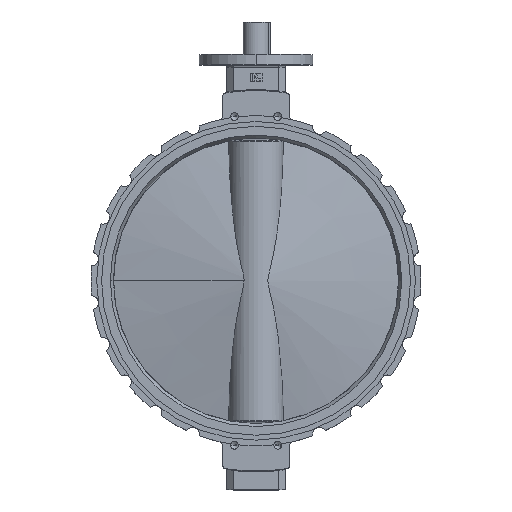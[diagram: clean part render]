
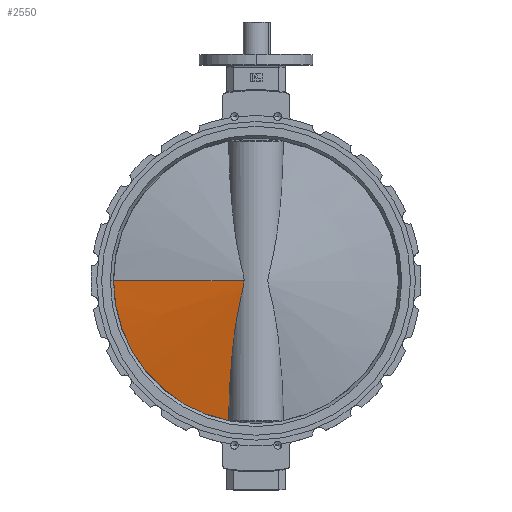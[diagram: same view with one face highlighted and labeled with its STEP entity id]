
A CAD part, top view. The second image highlights one B-rep face of the part: STEP entity #2550.
In plain terms, the highlighted conical face has half-angle 80.257 degrees and reference radius 439.686 mm.
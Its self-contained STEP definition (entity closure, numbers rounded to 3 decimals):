
#2550 = ADVANCED_FACE ( 'NONE', ( #4402 ), #4410, .T. ) ;
#2731 = DIRECTION ( 'NONE',  ( 0., 0., -1. ) ) ;
#2732 = CARTESIAN_POINT ( 'NONE',  ( -7.5, 0., 0. ) ) ;
#2733 = DIRECTION ( 'NONE',  ( 1., 0., 0. ) ) ;
#2982 = AXIS2_PLACEMENT_3D ( 'NONE', #7227, #7228, #7229 ) ;
#3122 = B_SPLINE_CURVE_WITH_KNOTS ( 'NONE', 3,
 ( #7187, #7182, #7183, #7188, #7189, #7190, #7191, #7192, #7193, #7194, #7195, #7196, #7197, #7198, #7199, #7200, #7201, #7202, #7203, #7204, #7205, #7206, #7207, #7208, #7209, #7210, #7211, #7212, #7213, #7214, #7215, #7216, #7217, #7218, #7219, #7220, #7221, #7222, #7223, #7224 ),
 .UNSPECIFIED., .F., .F.,
 ( 4, 2, 2, 2, 2, 2, 2, 2, 2, 2, 2, 2, 2, 2, 2, 2, 2, 2, 2, 4 ),
 ( 0.484, 0.488, 0.489, 0.491, 0.497, 0.504, 0.511, 0.517, 0.524, 0.537, 0.55, 0.563, 0.589, 0.616, 0.642, 0.695, 0.747, 0.8, 0.852, 0.905 ),
 .UNSPECIFIED. ) ;
#3336 = ORIENTED_EDGE ( 'NONE', *, *, #3682, .F. ) ;
#3337 = ORIENTED_EDGE ( 'NONE', *, *, #3683, .T. ) ;
#3338 = ORIENTED_EDGE ( 'NONE', *, *, #3684, .T. ) ;
#3682 = EDGE_CURVE ( 'NONE', #4236, #4223, #3122, .T. ) ;
#3683 = EDGE_CURVE ( 'NONE', #4236, #4067, #7651, .T. ) ;
#3684 = EDGE_CURVE ( 'NONE', #4067, #4223, #7653, .T. ) ;
#4067 = VERTEX_POINT ( 'NONE', #8513 ) ;
#4223 = VERTEX_POINT ( 'NONE', #8669 ) ;
#4236 = VERTEX_POINT ( 'NONE', #8682 ) ;
#4402 = FACE_OUTER_BOUND ( 'NONE', #4568, .T. ) ;
#4410 = CONICAL_SURFACE ( 'NONE', #4746, 439.686, 1.401 ) ;
#4568 = EDGE_LOOP ( 'NONE', ( #3336, #3337, #3338 ) ) ;
#4746 = AXIS2_PLACEMENT_3D ( 'NONE', #2732, #2733, #2731 ) ;
#7182 = CARTESIAN_POINT ( 'NONE',  ( -76.715, -1.123, -36.604 ) ) ;
#7183 = CARTESIAN_POINT ( 'NONE',  ( -76.701, -2.252, -36.634 ) ) ;
#7187 = CARTESIAN_POINT ( 'NONE',  ( -76.715, 0., -36.604 ) ) ;
#7188 = CARTESIAN_POINT ( 'NONE',  ( -76.659, -3.957, -36.721 ) ) ;
#7189 = CARTESIAN_POINT ( 'NONE',  ( -76.641, -4.528, -36.758 ) ) ;
#7190 = CARTESIAN_POINT ( 'NONE',  ( -76.6, -5.671, -36.844 ) ) ;
#7191 = CARTESIAN_POINT ( 'NONE',  ( -76.575, -6.246, -36.895 ) ) ;
#7192 = CARTESIAN_POINT ( 'NONE',  ( -76.438, -9.111, -37.18 ) ) ;
#7193 = CARTESIAN_POINT ( 'NONE',  ( -76.278, -11.377, -37.507 ) ) ;
#7194 = CARTESIAN_POINT ( 'NONE',  ( -75.892, -15.875, -38.284 ) ) ;
#7195 = CARTESIAN_POINT ( 'NONE',  ( -75.664, -18.108, -38.732 ) ) ;
#7196 = CARTESIAN_POINT ( 'NONE',  ( -75.167, -22.555, -39.689 ) ) ;
#7197 = CARTESIAN_POINT ( 'NONE',  ( -74.897, -24.77, -40.198 ) ) ;
#7198 = CARTESIAN_POINT ( 'NONE',  ( -74.328, -29.192, -41.239 ) ) ;
#7199 = CARTESIAN_POINT ( 'NONE',  ( -74.03, -31.399, -41.773 ) ) ;
#7200 = CARTESIAN_POINT ( 'NONE',  ( -73.415, -35.809, -42.844 ) ) ;
#7201 = CARTESIAN_POINT ( 'NONE',  ( -73.098, -38.012, -43.383 ) ) ;
#7202 = CARTESIAN_POINT ( 'NONE',  ( -72.128, -44.622, -44.99 ) ) ;
#7203 = CARTESIAN_POINT ( 'NONE',  ( -71.456, -49.028, -46.05 ) ) ;
#7204 = CARTESIAN_POINT ( 'NONE',  ( -70.086, -57.847, -48.109 ) ) ;
#7205 = CARTESIAN_POINT ( 'NONE',  ( -69.387, -62.26, -49.111 ) ) ;
#7206 = CARTESIAN_POINT ( 'NONE',  ( -67.974, -71.098, -51.049 ) ) ;
#7207 = CARTESIAN_POINT ( 'NONE',  ( -67.259, -75.523, -51.986 ) ) ;
#7208 = CARTESIAN_POINT ( 'NONE',  ( -65.098, -88.813, -54.705 ) ) ;
#7209 = CARTESIAN_POINT ( 'NONE',  ( -63.636, -97.699, -56.393 ) ) ;
#7210 = CARTESIAN_POINT ( 'NONE',  ( -60.691, -115.503, -59.55 ) ) ;
#7211 = CARTESIAN_POINT ( 'NONE',  ( -59.209, -124.414, -61.019 ) ) ;
#7212 = CARTESIAN_POINT ( 'NONE',  ( -56.234, -142.254, -63.771 ) ) ;
#7213 = CARTESIAN_POINT ( 'NONE',  ( -54.741, -151.182, -65.054 ) ) ;
#7214 = CARTESIAN_POINT ( 'NONE',  ( -50.251, -177.99, -68.663 ) ) ;
#7215 = CARTESIAN_POINT ( 'NONE',  ( -47.243, -195.891, -70.75 ) ) ;
#7216 = CARTESIAN_POINT ( 'NONE',  ( -41.211, -231.741, -74.425 ) ) ;
#7217 = CARTESIAN_POINT ( 'NONE',  ( -38.186, -249.691, -76.012 ) ) ;
#7218 = CARTESIAN_POINT ( 'NONE',  ( -32.127, -285.629, -78.765 ) ) ;
#7219 = CARTESIAN_POINT ( 'NONE',  ( -29.091, -303.619, -79.931 ) ) ;
#7220 = CARTESIAN_POINT ( 'NONE',  ( -23.012, -339.635, -81.888 ) ) ;
#7221 = CARTESIAN_POINT ( 'NONE',  ( -19.967, -357.665, -82.68 ) ) ;
#7222 = CARTESIAN_POINT ( 'NONE',  ( -13.876, -393.724, -83.917 ) ) ;
#7223 = CARTESIAN_POINT ( 'NONE',  ( -10.829, -411.758, -84.363 ) ) ;
#7224 = CARTESIAN_POINT ( 'NONE',  ( -7.781, -429.794, -84.643 ) ) ;
#7225 = CARTESIAN_POINT ( 'NONE',  ( -7.5, 0., -439.686 ) ) ;
#7226 = DIRECTION ( 'NONE',  ( 0.169, 0., -0.986 ) ) ;
#7227 = CARTESIAN_POINT ( 'NONE',  ( -7.781, 0., 0. ) ) ;
#7228 = DIRECTION ( 'NONE',  ( -1., 0., 0. ) ) ;
#7229 = DIRECTION ( 'NONE',  ( 0., 0., 1. ) ) ;
#7651 = LINE ( 'NONE', #7225, #7652 ) ;
#7652 = VECTOR ( 'NONE', #7226, 1000. ) ;
#7653 = CIRCLE ( 'NONE', #2982, 438.05 ) ;
#8513 = CARTESIAN_POINT ( 'NONE',  ( -7.781, 0., -438.05 ) ) ;
#8669 = CARTESIAN_POINT ( 'NONE',  ( -7.781, -429.794, -84.643 ) ) ;
#8682 = CARTESIAN_POINT ( 'NONE',  ( -76.715, 0., -36.604 ) ) ;
